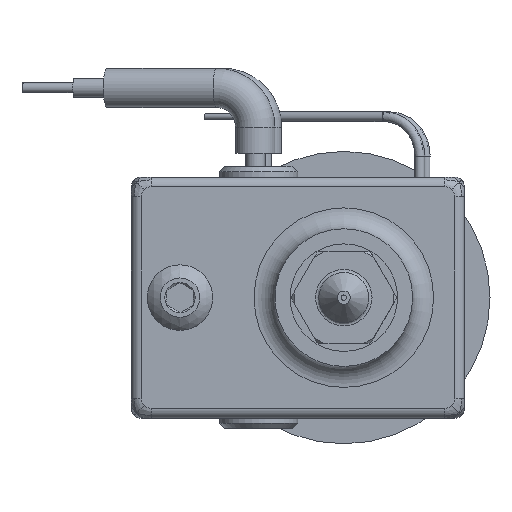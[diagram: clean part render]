
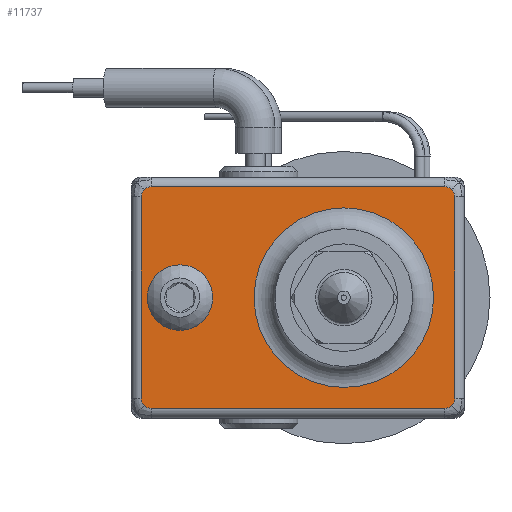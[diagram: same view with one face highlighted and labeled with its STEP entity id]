
A CAD part, front view. The second image highlights one B-rep face of the part: STEP entity #11737.
In plain terms, the highlighted face is planar.
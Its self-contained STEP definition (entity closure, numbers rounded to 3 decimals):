
#328=FACE_BOUND('',#1990,.T.);
#329=FACE_BOUND('',#1991,.T.);
#563=PLANE('',#12930);
#1254=FACE_OUTER_BOUND('',#1989,.T.);
#1989=EDGE_LOOP('',(#10153,#10154,#10155,#10156,#10157,#10158,#10159,#10160,
#10161,#10162,#10163,#10164));
#1990=EDGE_LOOP('',(#10165));
#1991=EDGE_LOOP('',(#10166));
#2430=CIRCLE('',#12864,0.75);
#2433=CIRCLE('',#12867,0.75);
#2448=CIRCLE('',#12882,0.75);
#2454=CIRCLE('',#12888,0.75);
#2457=CIRCLE('',#12891,0.75);
#2464=CIRCLE('',#12898,0.75);
#2467=CIRCLE('',#12901,0.75);
#2477=CIRCLE('',#12914,0.75);
#2484=CIRCLE('',#12931,6.85);
#2485=CIRCLE('',#12932,2.5);
#3626=LINE('',#33181,#4391);
#3632=LINE('',#33274,#4397);
#3634=LINE('',#33277,#4399);
#3636=LINE('',#33280,#4401);
#4391=VECTOR('',#15450,10.);
#4397=VECTOR('',#15474,10.);
#4399=VECTOR('',#15478,10.);
#4401=VECTOR('',#15482,10.);
#5402=VERTEX_POINT('',#32182);
#5403=VERTEX_POINT('',#32189);
#5405=VERTEX_POINT('',#32235);
#5422=VERTEX_POINT('',#32604);
#5423=VERTEX_POINT('',#32611);
#5430=VERTEX_POINT('',#32750);
#5431=VERTEX_POINT('',#32757);
#5433=VERTEX_POINT('',#32803);
#5442=VERTEX_POINT('',#32988);
#5443=VERTEX_POINT('',#32995);
#5445=VERTEX_POINT('',#33041);
#5454=VERTEX_POINT('',#33219);
#5483=VERTEX_POINT('',#33337);
#5484=VERTEX_POINT('',#33339);
#6970=EDGE_CURVE('',#5402,#5403,#2430,.T.);
#6974=EDGE_CURVE('',#5405,#5402,#2433,.T.);
#6998=EDGE_CURVE('',#5422,#5423,#2448,.T.);
#7008=EDGE_CURVE('',#5430,#5431,#2454,.T.);
#7012=EDGE_CURVE('',#5433,#5430,#2457,.T.);
#7024=EDGE_CURVE('',#5442,#5443,#2464,.T.);
#7028=EDGE_CURVE('',#5445,#5442,#2467,.T.);
#7042=EDGE_CURVE('',#5443,#5433,#3626,.T.);
#7045=EDGE_CURVE('',#5454,#5422,#2477,.T.);
#7054=EDGE_CURVE('',#5431,#5405,#3632,.T.);
#7056=EDGE_CURVE('',#5403,#5454,#3634,.T.);
#7058=EDGE_CURVE('',#5423,#5445,#3636,.T.);
#7087=EDGE_CURVE('',#5483,#5483,#2484,.T.);
#7088=EDGE_CURVE('',#5484,#5484,#2485,.T.);
#10153=ORIENTED_EDGE('',*,*,#6974,.F.);
#10154=ORIENTED_EDGE('',*,*,#7054,.F.);
#10155=ORIENTED_EDGE('',*,*,#7008,.F.);
#10156=ORIENTED_EDGE('',*,*,#7012,.F.);
#10157=ORIENTED_EDGE('',*,*,#7042,.F.);
#10158=ORIENTED_EDGE('',*,*,#7024,.F.);
#10159=ORIENTED_EDGE('',*,*,#7028,.F.);
#10160=ORIENTED_EDGE('',*,*,#7058,.F.);
#10161=ORIENTED_EDGE('',*,*,#6998,.F.);
#10162=ORIENTED_EDGE('',*,*,#7045,.F.);
#10163=ORIENTED_EDGE('',*,*,#7056,.F.);
#10164=ORIENTED_EDGE('',*,*,#6970,.F.);
#10165=ORIENTED_EDGE('',*,*,#7087,.F.);
#10166=ORIENTED_EDGE('',*,*,#7088,.T.);
#11737=ADVANCED_FACE('',(#1254,#328,#329),#563,.F.);
#12864=AXIS2_PLACEMENT_3D('',#32190,#15348,#15349);
#12867=AXIS2_PLACEMENT_3D('',#32237,#15354,#15355);
#12882=AXIS2_PLACEMENT_3D('',#32612,#15384,#15385);
#12888=AXIS2_PLACEMENT_3D('',#32758,#15396,#15397);
#12891=AXIS2_PLACEMENT_3D('',#32805,#15402,#15403);
#12898=AXIS2_PLACEMENT_3D('',#32996,#15416,#15417);
#12901=AXIS2_PLACEMENT_3D('',#33043,#15422,#15423);
#12914=AXIS2_PLACEMENT_3D('',#33221,#15454,#15455);
#12930=AXIS2_PLACEMENT_3D('',#33336,#15521,#15522);
#12931=AXIS2_PLACEMENT_3D('',#33338,#15523,#15524);
#12932=AXIS2_PLACEMENT_3D('',#33340,#15525,#15526);
#15348=DIRECTION('center_axis',(0.,0.,1.));
#15349=DIRECTION('ref_axis',(-0.707,-0.707,0.));
#15354=DIRECTION('center_axis',(0.,0.,1.));
#15355=DIRECTION('ref_axis',(-0.707,-0.707,0.));
#15384=DIRECTION('center_axis',(0.,0.,1.));
#15385=DIRECTION('ref_axis',(0.707,-0.707,0.));
#15396=DIRECTION('center_axis',(0.,0.,1.));
#15397=DIRECTION('ref_axis',(-0.707,0.707,0.));
#15402=DIRECTION('center_axis',(0.,0.,1.));
#15403=DIRECTION('ref_axis',(-0.707,0.707,0.));
#15416=DIRECTION('center_axis',(0.,0.,1.));
#15417=DIRECTION('ref_axis',(0.707,0.707,0.));
#15422=DIRECTION('center_axis',(0.,0.,1.));
#15423=DIRECTION('ref_axis',(0.707,0.707,0.));
#15450=DIRECTION('',(-1.,0.,0.));
#15454=DIRECTION('center_axis',(0.,0.,1.));
#15455=DIRECTION('ref_axis',(0.707,-0.707,0.));
#15474=DIRECTION('',(0.,-1.,0.));
#15478=DIRECTION('',(1.,0.,0.));
#15482=DIRECTION('',(0.,1.,0.));
#15521=DIRECTION('center_axis',(0.,0.,1.));
#15522=DIRECTION('ref_axis',(1.,0.,0.));
#15523=DIRECTION('center_axis',(0.,0.,-1.));
#15524=DIRECTION('ref_axis',(1.,0.,0.));
#15525=DIRECTION('center_axis',(0.,0.,1.));
#15526=DIRECTION('ref_axis',(1.,0.,0.));
#32182=CARTESIAN_POINT('',(-0.23,-0.23,-1.2));
#32189=CARTESIAN_POINT('',(0.3,-0.45,-1.2));
#32190=CARTESIAN_POINT('Origin',(0.3,0.3,-1.2));
#32235=CARTESIAN_POINT('',(-0.45,0.3,-1.2));
#32237=CARTESIAN_POINT('Origin',(0.3,0.3,-1.2));
#32604=CARTESIAN_POINT('',(23.23,-0.23,-1.2));
#32611=CARTESIAN_POINT('',(23.45,0.3,-1.2));
#32612=CARTESIAN_POINT('Origin',(22.7,0.3,-1.2));
#32750=CARTESIAN_POINT('',(-0.23,16.23,-1.2));
#32757=CARTESIAN_POINT('',(-0.45,15.7,-1.2));
#32758=CARTESIAN_POINT('Origin',(0.3,15.7,-1.2));
#32803=CARTESIAN_POINT('',(0.3,16.45,-1.2));
#32805=CARTESIAN_POINT('Origin',(0.3,15.7,-1.2));
#32988=CARTESIAN_POINT('',(23.23,16.23,-1.2));
#32995=CARTESIAN_POINT('',(22.7,16.45,-1.2));
#32996=CARTESIAN_POINT('Origin',(22.7,15.7,-1.2));
#33041=CARTESIAN_POINT('',(23.45,15.7,-1.2));
#33043=CARTESIAN_POINT('Origin',(22.7,15.7,-1.2));
#33181=CARTESIAN_POINT('',(5.75,16.45,-1.2));
#33219=CARTESIAN_POINT('',(22.7,-0.45,-1.2));
#33221=CARTESIAN_POINT('Origin',(22.7,0.3,-1.2));
#33274=CARTESIAN_POINT('',(-0.45,8.,-1.2));
#33277=CARTESIAN_POINT('',(11.5,-0.45,-1.2));
#33280=CARTESIAN_POINT('',(23.45,8.,-1.2));
#33336=CARTESIAN_POINT('Origin',(11.5,8.,-1.2));
#33337=CARTESIAN_POINT('',(8.15,8.,-1.2));
#33338=CARTESIAN_POINT('Origin',(15.,8.,-1.2));
#33339=CARTESIAN_POINT('',(0.,8.,-1.2));
#33340=CARTESIAN_POINT('Origin',(2.5,8.,-1.2));
